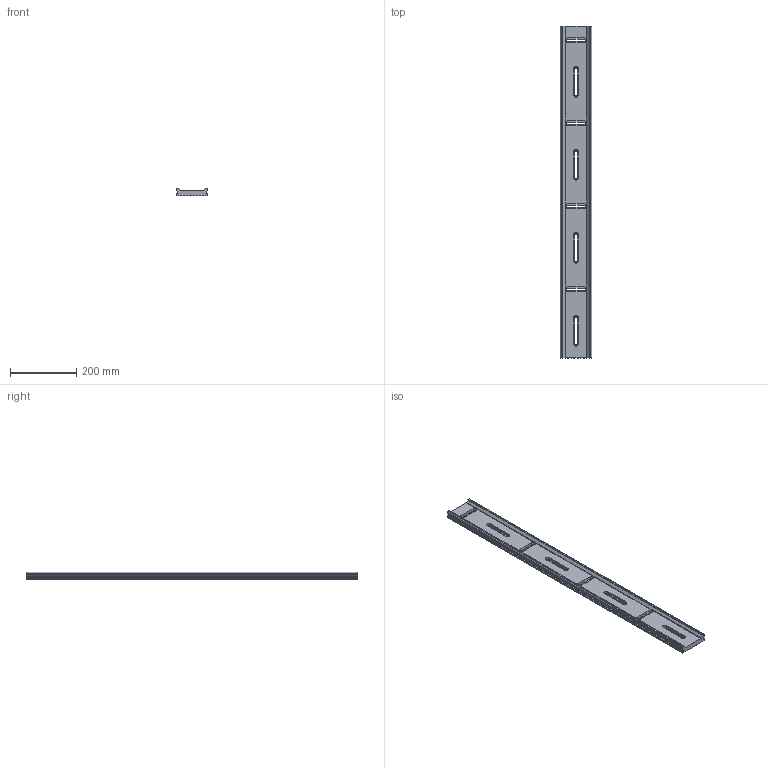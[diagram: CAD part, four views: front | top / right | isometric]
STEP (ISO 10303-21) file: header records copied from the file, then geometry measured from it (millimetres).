
FILE_DESCRIPTION(('Bauteilbeschreibung','HiCAD-Model','HiCAD-STEP-TRANSLATION','Bauteilbeschreibung'),'2;1');
FILE_NAME('022083_STEP.STP','2003-03-12T13:23:38+00:00',('Konstrukteur'),('Konstrukteur Firma GmbH'),'HiCAD2 V1102 STEP 20.9.2001','HiCAD2 V1102','confidential');
FILE_SCHEMA(('AUTOMOTIVE_DESIGN { 1 2 10303 214 0 1 1 1 }'));
Length unit declared in the file: millimetre
Products named in the file (2): A0005017; A00050170
Assembly tree (1 placements, depth 2):
  A0005017
    A00050170
Bounding box: 95 x 1000 x 23 mm (x, y, z)
Volume: 1416545.1 mm3; surface area: 267342.9 mm2
Topology: 1 solids, 1 shells, 190 faces, 544 edges, 356 vertices
Faces by surface type: plane 138, cylinder 52
Entity records: 10487 total; most frequent: CARTESIAN_POINT 1092, ORIENTED_EDGE 1088, DIRECTION 1048, COLOUR_RGB 735, PRESENTATION_STYLE_ASSIGNMENT 735, OVER_RIDING_STYLED_ITEM 734, CURVE_STYLE 544, DRAUGHTING_PRE_DEFINED_CURVE_FONT 544
